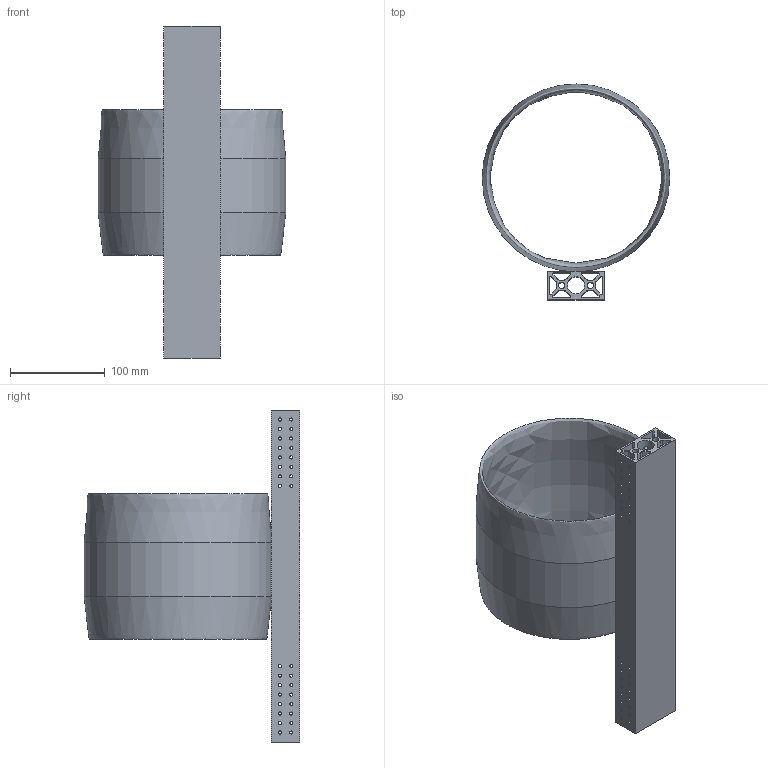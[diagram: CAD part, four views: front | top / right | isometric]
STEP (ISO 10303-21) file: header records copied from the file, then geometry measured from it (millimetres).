
FILE_DESCRIPTION(/* description */ (''),/* implementation_level */ '2;1');
FILE_NAME(/* name */ 'Al profile 30x60 8i v8.step',/* time_stamp */ '2025-10-14T21:30:05+06:00',/* author */ (''),/* organization */ (''),/* preprocessor_version */ 'ST-DEVELOPER v20.1',/* originating_system */ 'Autodesk Translation Framework v14.17.0.0',/* authorisation */ '');
FILE_SCHEMA (('AUTOMOTIVE_DESIGN { 1 0 10303 214 3 1 1 }'));
Length unit declared in the file: millimetre
Products named in the file (1): Al profile 30x60 8i
Bounding box: 197.74 x 227.47 x 350 mm (x, y, z)
Volume: 697135.5 mm3; surface area: 381956.9 mm2
Topology: 2 solids, 2 shells, 379 faces, 1419 edges, 946 vertices
Faces by surface type: cylinder 284, plane 94, bspline 1
Full cylindrical faces by diameter (mm): 3.332 x128, 6.8 x2, 18 x1, 197.741 x1
Entity records: 19620 total; most frequent: CARTESIAN_POINT 7043, ORIENTED_EDGE 2838, DIRECTION 2298, EDGE_CURVE 1419, VERTEX_POINT 946, AXIS2_PLACEMENT_3D 821, EDGE_LOOP 685, LINE 656
